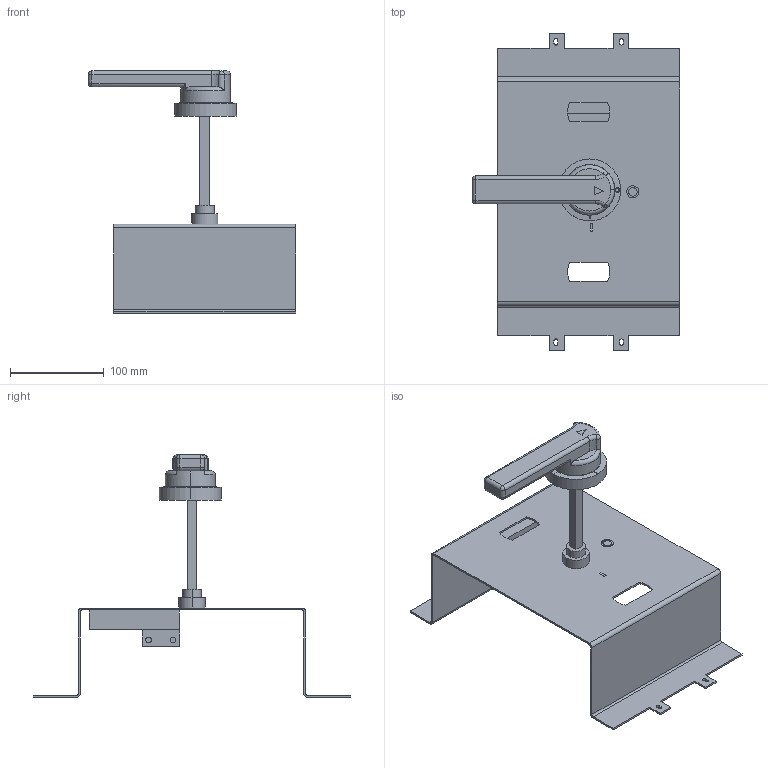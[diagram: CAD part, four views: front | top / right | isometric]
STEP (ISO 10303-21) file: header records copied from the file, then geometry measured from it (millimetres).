
FILE_DESCRIPTION (( 'STEP AP203' ), '1' );
FILE_NAME ('Ðó÷íîé ïîâîðîòíûé ïðèâîä ê ÂÀ-99Ì 1600À.STEP', '2018-06-13T13:57:58', ( '' ), ( '' ), 'SwSTEP 2.0', 'SolidWorks 2017', '' );
FILE_SCHEMA (( 'CONFIG_CONTROL_DESIGN' ));
Length unit declared in the file: millimetre
Products named in the file (1): Ðó÷íîé ïîâîðîòíûé ïðèâîä ê ÂÀ-99Ì 1600À
Bounding box: 221 x 338 x 258.2 mm (x, y, z)
Volume: 424671.5 mm3; surface area: 239546.8 mm2
Topology: 1 solids, 1 shells, 179 faces, 467 edges, 299 vertices
Faces by surface type: plane 100, cylinder 58, torus 6, sphere 6, cone 5, bspline 4
Entity records: 5791 total; most frequent: CARTESIAN_POINT 1274, ORIENTED_EDGE 918, DIRECTION 916, EDGE_CURVE 459, AXIS2_PLACEMENT_3D 307, VECTOR 302, LINE 302, VERTEX_POINT 297
